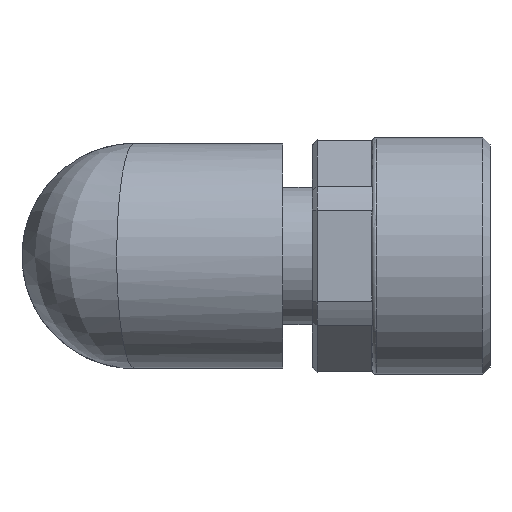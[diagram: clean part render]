
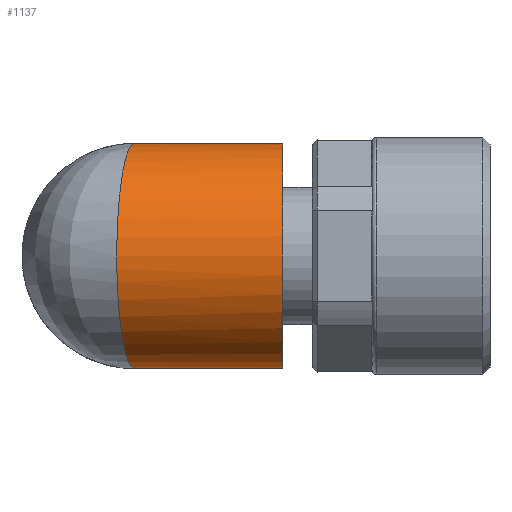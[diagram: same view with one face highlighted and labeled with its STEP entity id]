
A CAD part, left-side view. The second image highlights one B-rep face of the part: STEP entity #1137.
In plain terms, the highlighted cylindrical face has radius 4.75 mm (diameter 9.5 mm), a full revolution.
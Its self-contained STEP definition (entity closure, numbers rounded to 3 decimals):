
#53=ELLIPSE('',#1243,4.809,4.75);
#54=ELLIPSE('',#1244,4.809,4.75);
#55=ELLIPSE('',#1246,6.718,4.75);
#56=ELLIPSE('',#1247,6.718,4.75);
#75=LINE('',#1863,#134);
#134=VECTOR('',#1424,4.75);
#193=CYLINDRICAL_SURFACE('',#1245,4.75);
#235=FACE_OUTER_BOUND('',#315,.T.);
#315=EDGE_LOOP('',(#766,#767,#768,#769,#770,#771,#772));
#402=CIRCLE('',#1236,4.75);
#476=VERTEX_POINT('',#1790);
#480=VERTEX_POINT('',#1856);
#481=VERTEX_POINT('',#1857);
#482=VERTEX_POINT('',#1859);
#483=VERTEX_POINT('',#1864);
#584=EDGE_CURVE('',#476,#476,#402,.T.);
#590=EDGE_CURVE('',#481,#482,#53,.T.);
#591=EDGE_CURVE('',#482,#480,#54,.T.);
#592=EDGE_CURVE('',#476,#482,#75,.T.);
#593=EDGE_CURVE('',#483,#481,#55,.T.);
#594=EDGE_CURVE('',#480,#483,#56,.T.);
#766=ORIENTED_EDGE('',*,*,#584,.T.);
#767=ORIENTED_EDGE('',*,*,#592,.T.);
#768=ORIENTED_EDGE('',*,*,#590,.F.);
#769=ORIENTED_EDGE('',*,*,#593,.F.);
#770=ORIENTED_EDGE('',*,*,#594,.F.);
#771=ORIENTED_EDGE('',*,*,#591,.F.);
#772=ORIENTED_EDGE('',*,*,#592,.F.);
#1137=ADVANCED_FACE('',(#235),#193,.T.);
#1236=AXIS2_PLACEMENT_3D('',#1791,#1403,#1404);
#1243=AXIS2_PLACEMENT_3D('',#1860,#1418,#1419);
#1244=AXIS2_PLACEMENT_3D('',#1861,#1420,#1421);
#1245=AXIS2_PLACEMENT_3D('',#1862,#1422,#1423);
#1246=AXIS2_PLACEMENT_3D('',#1865,#1425,#1426);
#1247=AXIS2_PLACEMENT_3D('',#1866,#1427,#1428);
#1403=DIRECTION('center_axis',(0.,1.,0.));
#1404=DIRECTION('ref_axis',(-1.,0.,0.));
#1418=DIRECTION('center_axis',(0.156,0.988,0.));
#1419=DIRECTION('ref_axis',(-0.988,0.156,0.));
#1420=DIRECTION('center_axis',(0.156,0.988,0.));
#1421=DIRECTION('ref_axis',(-0.988,0.156,0.));
#1422=DIRECTION('center_axis',(0.,-1.,0.));
#1423=DIRECTION('ref_axis',(1.,0.,0.));
#1424=DIRECTION('',(0.,1.,0.));
#1425=DIRECTION('center_axis',(0.707,0.707,0.));
#1426=DIRECTION('ref_axis',(0.707,-0.707,0.));
#1427=DIRECTION('center_axis',(0.707,0.707,0.));
#1428=DIRECTION('ref_axis',(0.707,-0.707,0.));
#1790=CARTESIAN_POINT('',(-6.25,-6.25,0.));
#1791=CARTESIAN_POINT('Origin',(-1.5,-6.25,0.));
#1856=CARTESIAN_POINT('',(-1.5,0.,4.75));
#1857=CARTESIAN_POINT('',(-1.5,0.,-4.75));
#1859=CARTESIAN_POINT('',(-6.25,0.75,0.));
#1860=CARTESIAN_POINT('Origin',(-1.5,0.,0.));
#1861=CARTESIAN_POINT('Origin',(-1.5,0.,0.));
#1862=CARTESIAN_POINT('Origin',(-1.5,0.,0.));
#1863=CARTESIAN_POINT('',(-6.25,0.,0.));
#1864=CARTESIAN_POINT('',(3.25,-4.75,0.));
#1865=CARTESIAN_POINT('Origin',(-1.5,0.,0.));
#1866=CARTESIAN_POINT('Origin',(-1.5,0.,0.));
